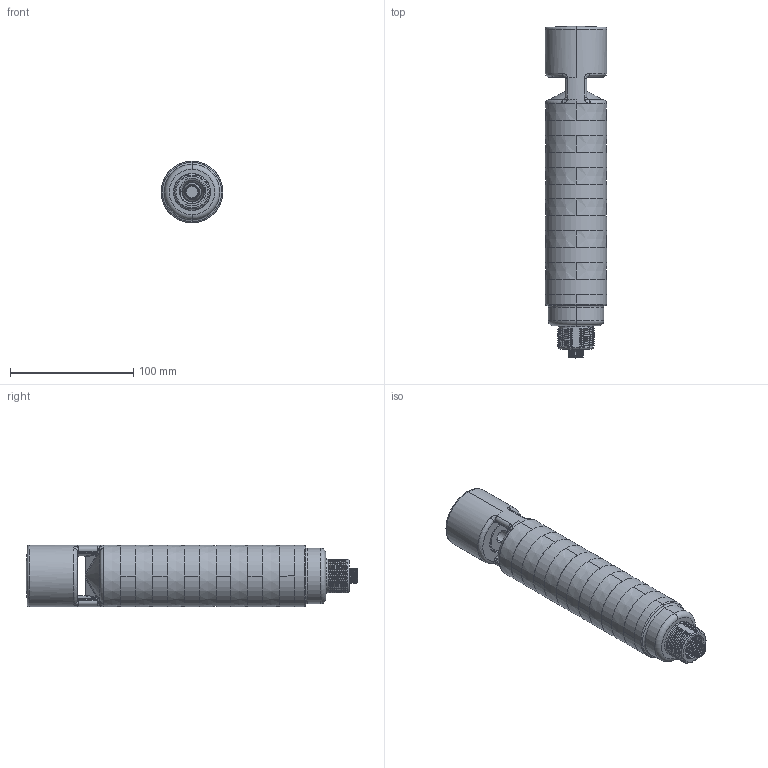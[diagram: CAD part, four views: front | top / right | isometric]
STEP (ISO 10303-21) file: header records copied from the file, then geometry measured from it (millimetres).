
FILE_DESCRIPTION((''),'2;1');
FILE_NAME('179535_SM01_ASM','2025-06-06T15:51:14',('banengservice'),('BANNER ENGINEERING'),'CREO PARAMETRIC BY PTC INC, 2022414','CREO PARAMETRIC BY PTC INC, 2022414','');
FILE_SCHEMA(('CONFIG_CONTROL_DESIGN'));
Length unit declared in the file: millimetre
Products named in the file (2): 179535_EP01; 179535_SM01_ASM
Assembly tree (1 placements, depth 2):
  179535_SM01_ASM
    179535_EP01
Bounding box: 50 x 269.62 x 50 mm (x, y, z)
Volume: 449869.2 mm3; surface area: 51459.9 mm2
Topology: 1 solids, 1 shells, 391 faces, 999 edges, 621 vertices
Faces by surface type: bspline 165, cylinder 136, plane 45, cone 23, torus 20, sphere 2
Entity records: 26933 total; most frequent: CARTESIAN_POINT 18761, ORIENTED_EDGE 1994, DIRECTION 1226, EDGE_CURVE 997, VERTEX_POINT 621, AXIS2_PLACEMENT_3D 466, B_SPLINE_CURVE_WITH_KNOTS 466, EDGE_LOOP 406
